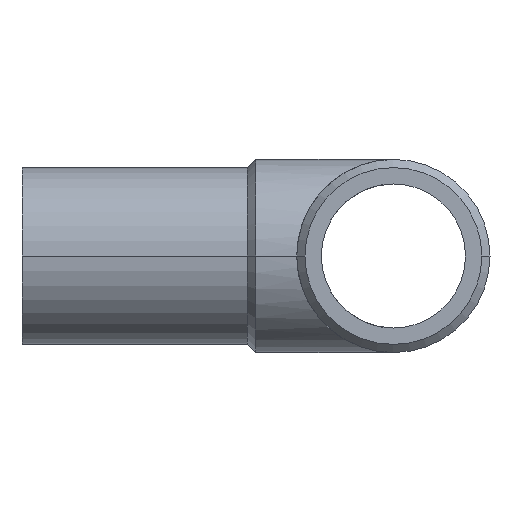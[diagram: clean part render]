
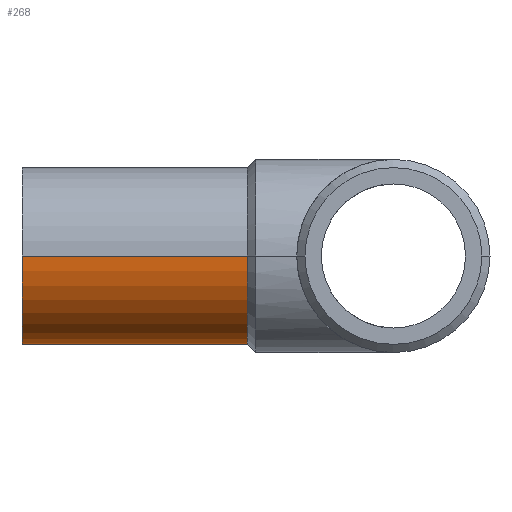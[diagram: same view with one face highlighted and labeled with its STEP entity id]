
A CAD part, left-side view. The second image highlights one B-rep face of the part: STEP entity #268.
In plain terms, the highlighted cylindrical face has radius 20 mm (diameter 40 mm), a partial arc.
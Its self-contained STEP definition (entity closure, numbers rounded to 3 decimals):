
#174 = VERTEX_POINT( '', #417 );
#218 = EDGE_CURVE( '', #314, #174, #463, .T. );
#242 = EDGE_CURVE( '', #354, #322, #492, .T. );
#258 = EDGE_CURVE( '', #314, #354, #509, .T. );
#260 = EDGE_CURVE( '', #322, #174, #511, .T. );
#268 = ADVANCED_FACE( '', ( #519 ), #520, .T. );
#314 = VERTEX_POINT( '', #574 );
#322 = VERTEX_POINT( '', #585 );
#354 = VERTEX_POINT( '', #620 );
#417 = CARTESIAN_POINT( '', ( -104., 33., 0. ) );
#463 = CIRCLE( '', #756, 20. );
#492 = CIRCLE( '', #793, 20. );
#509 = LINE( '', #817, #818 );
#511 = LINE( '', #821, #822 );
#519 = FACE_OUTER_BOUND( '', #831, .T. );
#520 = CYLINDRICAL_SURFACE( '', #832, 20. );
#574 = CARTESIAN_POINT( '', ( -64., 33., 0. ) );
#585 = CARTESIAN_POINT( '', ( -104., 84., 0. ) );
#620 = CARTESIAN_POINT( '', ( -64., 84., 0. ) );
#756 = AXIS2_PLACEMENT_3D( '', #1059, #1060, #1061 );
#793 = AXIS2_PLACEMENT_3D( '', #1114, #1115, #1116 );
#817 = CARTESIAN_POINT( '', ( -64., 58.5, 0. ) );
#818 = VECTOR( '', #1133, 1. );
#821 = CARTESIAN_POINT( '', ( -104., 58.5, 0. ) );
#822 = VECTOR( '', #1134, 1. );
#831 = EDGE_LOOP( '', ( #1139, #1140, #1141, #1142 ) );
#832 = AXIS2_PLACEMENT_3D( '', #1143, #1144, #1145 );
#1059 = CARTESIAN_POINT( '', ( -84., 33., 0. ) );
#1060 = DIRECTION( '', ( 0., 1., 0. ) );
#1061 = DIRECTION( '', ( 1., 0., 0. ) );
#1114 = CARTESIAN_POINT( '', ( -84., 84., 0. ) );
#1115 = DIRECTION( '', ( 0., 1., 0. ) );
#1116 = DIRECTION( '', ( 1., 0., 0. ) );
#1133 = DIRECTION( '', ( 0., 1., 0. ) );
#1134 = DIRECTION( '', ( 0., -1., 0. ) );
#1139 = ORIENTED_EDGE( '', *, *, #258, .F. );
#1140 = ORIENTED_EDGE( '', *, *, #218, .T. );
#1141 = ORIENTED_EDGE( '', *, *, #260, .F. );
#1142 = ORIENTED_EDGE( '', *, *, #242, .F. );
#1143 = CARTESIAN_POINT( '', ( -84., 58.5, 0. ) );
#1144 = DIRECTION( '', ( 0., -1., 0. ) );
#1145 = DIRECTION( '', ( 1., 0., 0. ) );
